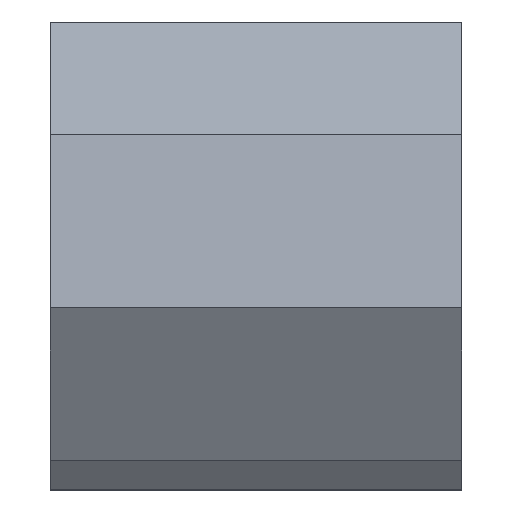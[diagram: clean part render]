
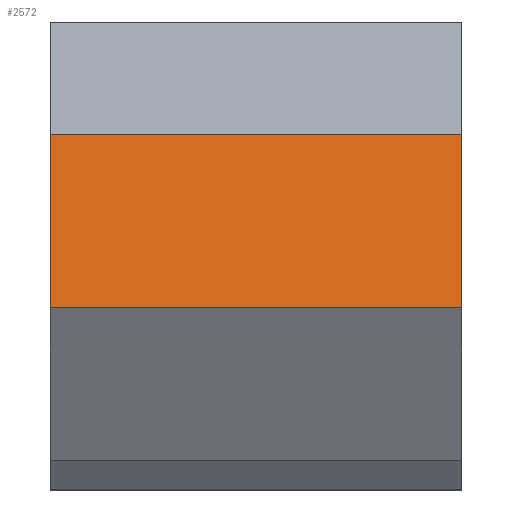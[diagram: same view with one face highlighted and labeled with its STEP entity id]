
A CAD part, top view. The second image highlights one B-rep face of the part: STEP entity #2572.
In plain terms, the highlighted planar face has unit normal (0, 0.174, 0.985).
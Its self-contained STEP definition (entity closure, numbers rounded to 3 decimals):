
#310=LINE('',#4153,#608);
#344=LINE('',#4418,#642);
#345=LINE('',#4421,#643);
#346=LINE('',#4422,#644);
#608=VECTOR('',#3298,10.);
#642=VECTOR('',#3388,10.);
#643=VECTOR('',#3391,10.);
#644=VECTOR('',#3392,10.);
#805=FACE_OUTER_BOUND('',#958,.T.);
#958=EDGE_LOOP('',(#2257,#2258,#2259,#2260));
#1212=VERTEX_POINT('',#4150);
#1213=VERTEX_POINT('',#4152);
#1240=VERTEX_POINT('',#4416);
#1241=VERTEX_POINT('',#4420);
#1541=EDGE_CURVE('',#1213,#1212,#310,.T.);
#1591=EDGE_CURVE('',#1213,#1240,#344,.T.);
#1592=EDGE_CURVE('',#1241,#1240,#345,.T.);
#1593=EDGE_CURVE('',#1212,#1241,#346,.T.);
#2257=ORIENTED_EDGE('',*,*,#1592,.T.);
#2258=ORIENTED_EDGE('',*,*,#1591,.F.);
#2259=ORIENTED_EDGE('',*,*,#1541,.T.);
#2260=ORIENTED_EDGE('',*,*,#1593,.T.);
#2438=PLANE('',#2766);
#2572=ADVANCED_FACE('',(#805),#2438,.F.);
#2766=AXIS2_PLACEMENT_3D('',#4419,#3389,#3390);
#3298=DIRECTION('',(0.,0.985,-0.174));
#3388=DIRECTION('',(-1.,0.,0.));
#3389=DIRECTION('center_axis',(0.,-0.174,
-0.985));
#3390=DIRECTION('ref_axis',(0.,-0.985,0.174));
#3391=DIRECTION('',(0.,-0.985,0.174));
#3392=DIRECTION('',(-1.,0.,0.));
#4150=CARTESIAN_POINT('',(37.5,6.678,85.869));
#4152=CARTESIAN_POINT('',(37.5,-4.694,87.874));
#4153=CARTESIAN_POINT('',(37.5,-4.694,87.874));
#4416=CARTESIAN_POINT('',(10.5,-4.694,87.874));
#4418=CARTESIAN_POINT('',(37.5,-4.694,87.874));
#4419=CARTESIAN_POINT('Origin',(37.5,6.678,85.869));
#4420=CARTESIAN_POINT('',(10.5,6.678,85.869));
#4421=CARTESIAN_POINT('',(10.5,8.341,85.576));
#4422=CARTESIAN_POINT('',(37.5,6.678,85.869));
